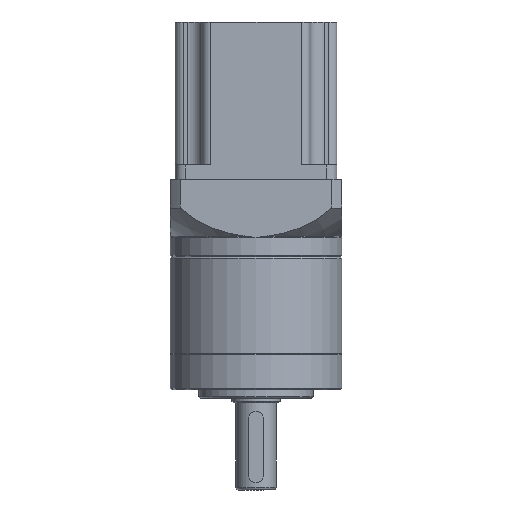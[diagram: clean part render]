
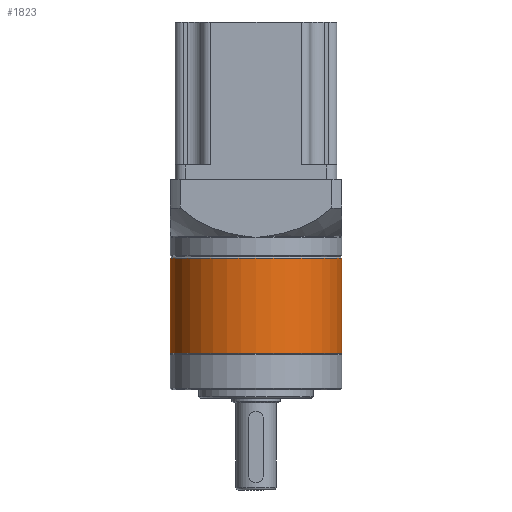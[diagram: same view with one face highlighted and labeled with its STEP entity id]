
A CAD part, front view. The second image highlights one B-rep face of the part: STEP entity #1823.
In plain terms, the highlighted cylindrical face has radius 30 mm (diameter 60 mm), a partial arc.
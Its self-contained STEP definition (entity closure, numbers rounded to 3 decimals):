
#259 = VERTEX_POINT ( 'NONE', #4951 ) ;
#267 = VERTEX_POINT ( 'NONE', #4941 ) ;
#322 = CARTESIAN_POINT ( 'NONE',  ( 30., 0., -60.7 ) ) ;
#339 = CARTESIAN_POINT ( 'NONE',  ( 30., 0., -27.5 ) ) ;
#803 = CARTESIAN_POINT ( 'NONE',  ( -30., 0., -60.7 ) ) ;
#804 = DIRECTION ( 'NONE',  ( 0., 0., 1. ) ) ;
#805 = CARTESIAN_POINT ( 'NONE',  ( 0., 0., -60.7 ) ) ;
#806 = DIRECTION ( 'NONE',  ( 0., 0., 1. ) ) ;
#807 = DIRECTION ( 'NONE',  ( -1., 0., 0. ) ) ;
#808 = CARTESIAN_POINT ( 'NONE',  ( 30., 0., -60.7 ) ) ;
#809 = DIRECTION ( 'NONE',  ( 0., 0., 1. ) ) ;
#1396 = CARTESIAN_POINT ( 'NONE',  ( 0., 0., -27.5 ) ) ;
#1397 = DIRECTION ( 'NONE',  ( 0., 0., 1. ) ) ;
#1398 = DIRECTION ( 'NONE',  ( -1., 0., 0. ) ) ;
#1633 = EDGE_LOOP ( 'NONE', ( #4558, #4546, #4551, #4547 ) ) ;
#1792 = CIRCLE ( 'NONE', #1794, 30. ) ;
#1793 = VECTOR ( 'NONE', #804, 1000. ) ;
#1794 = AXIS2_PLACEMENT_3D ( 'NONE', #805, #806, #807 ) ;
#1796 = VECTOR ( 'NONE', #809, 1000. ) ;
#1823 = ADVANCED_FACE ( 'NONE', ( #3051 ), #3052, .T. ) ;
#1866 = CIRCLE ( 'NONE', #3799, 30. ) ;
#2004 = LINE ( 'NONE', #803, #1793 ) ;
#2005 = LINE ( 'NONE', #808, #1796 ) ;
#3051 = FACE_OUTER_BOUND ( 'NONE', #1633, .T. ) ;
#3052 = CYLINDRICAL_SURFACE ( 'NONE', #3499, 30. ) ;
#3499 = AXIS2_PLACEMENT_3D ( 'NONE', #4396, #4406, #4407 ) ;
#3705 = EDGE_CURVE ( 'NONE', #267, #4484, #1866, .T. ) ;
#3799 = AXIS2_PLACEMENT_3D ( 'NONE', #1396, #1397, #1398 ) ;
#4330 = EDGE_CURVE ( 'NONE', #259, #267, #2004, .T. ) ;
#4331 = EDGE_CURVE ( 'NONE', #259, #4467, #1792, .T. ) ;
#4332 = EDGE_CURVE ( 'NONE', #4467, #4484, #2005, .T. ) ;
#4396 = CARTESIAN_POINT ( 'NONE',  ( 0., 0., -60.7 ) ) ;
#4406 = DIRECTION ( 'NONE',  ( 0., 0., 1. ) ) ;
#4407 = DIRECTION ( 'NONE',  ( -1., 0., 0. ) ) ;
#4467 = VERTEX_POINT ( 'NONE', #322 ) ;
#4484 = VERTEX_POINT ( 'NONE', #339 ) ;
#4546 = ORIENTED_EDGE ( 'NONE', *, *, #4332, .T. ) ;
#4547 = ORIENTED_EDGE ( 'NONE', *, *, #4330, .F. ) ;
#4551 = ORIENTED_EDGE ( 'NONE', *, *, #3705, .F. ) ;
#4558 = ORIENTED_EDGE ( 'NONE', *, *, #4331, .T. ) ;
#4941 = CARTESIAN_POINT ( 'NONE',  ( -30., 0., -27.5 ) ) ;
#4951 = CARTESIAN_POINT ( 'NONE',  ( -30., 0., -60.7 ) ) ;
